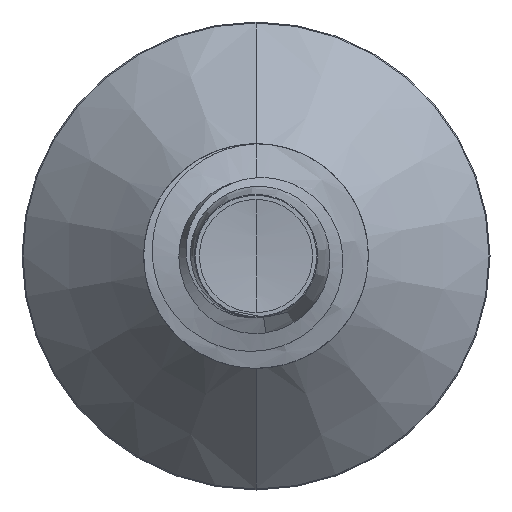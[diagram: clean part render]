
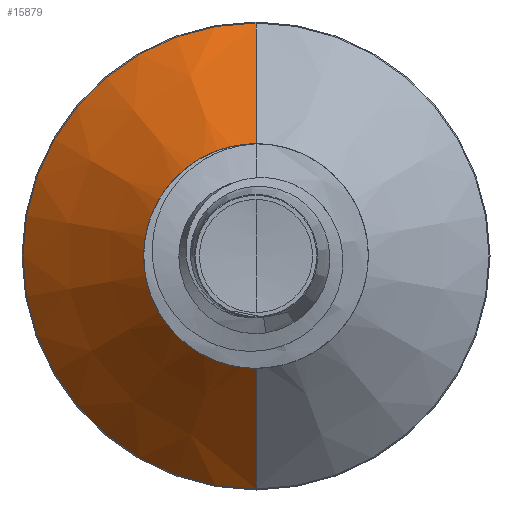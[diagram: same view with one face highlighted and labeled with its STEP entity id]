
A CAD part, front view. The second image highlights one B-rep face of the part: STEP entity #15879.
In plain terms, the highlighted conical face has half-angle 45 degrees and reference radius 1.633 mm.
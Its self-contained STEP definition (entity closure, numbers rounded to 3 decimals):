
#245 = AXIS2_PLACEMENT_3D ( 'NONE', #13124, #13107, #13094 ) ;
#1199 = CARTESIAN_POINT ( 'NONE',  ( 0., 14.335, -3.635 ) ) ;
#1988 = CARTESIAN_POINT ( 'NONE',  ( 0., 14.335, 3.635 ) ) ;
#4016 = AXIS2_PLACEMENT_3D ( 'NONE', #14749, #14753, #14960 ) ;
#4352 = CONICAL_SURFACE ( 'NONE', #4016, 1.632, 0.785 ) ;
#4379 = ORIENTED_EDGE ( 'NONE', *, *, #15178, .T. ) ;
#4829 = DIRECTION ( 'NONE',  ( 0., 0., 1. ) ) ;
#4836 = DIRECTION ( 'NONE',  ( 0., 1., 0. ) ) ;
#4857 = CARTESIAN_POINT ( 'NONE',  ( 0., 14.335, 0. ) ) ;
#5136 = VERTEX_POINT ( 'NONE', #14550 ) ;
#7216 = CARTESIAN_POINT ( 'NONE',  ( 0., 12.332, 1.632 ) ) ;
#7479 = AXIS2_PLACEMENT_3D ( 'NONE', #4857, #4836, #4829 ) ;
#7489 = EDGE_LOOP ( 'NONE', ( #17045, #8523, #4379, #16071 ) ) ;
#7522 = VECTOR ( 'NONE', #10884, 1000. ) ;
#8019 = VECTOR ( 'NONE', #14112, 1000. ) ;
#8523 = ORIENTED_EDGE ( 'NONE', *, *, #16086, .T. ) ;
#8875 = VERTEX_POINT ( 'NONE', #7216 ) ;
#9521 = FACE_OUTER_BOUND ( 'NONE', #7489, .T. ) ;
#10675 = CARTESIAN_POINT ( 'NONE',  ( 0., 12.332, 1.632 ) ) ;
#10884 = DIRECTION ( 'NONE',  ( 0., 0.707, 0.707 ) ) ;
#13094 = DIRECTION ( 'NONE',  ( 0., 0., 1. ) ) ;
#13107 = DIRECTION ( 'NONE',  ( 0., 1., 0. ) ) ;
#13124 = CARTESIAN_POINT ( 'NONE',  ( 0., 12.332, 0. ) ) ;
#13850 = CARTESIAN_POINT ( 'NONE',  ( 0., 12.332, -1.632 ) ) ;
#14022 = EDGE_CURVE ( 'NONE', #15601, #15523, #16334, .T. ) ;
#14112 = DIRECTION ( 'NONE',  ( 0., 0.707, -0.707 ) ) ;
#14550 = CARTESIAN_POINT ( 'NONE',  ( 0., 12.332, -1.632 ) ) ;
#14749 = CARTESIAN_POINT ( 'NONE',  ( 0., 12.332, 0. ) ) ;
#14753 = DIRECTION ( 'NONE',  ( 0., 1., 0. ) ) ;
#14960 = DIRECTION ( 'NONE',  ( 0., 0., 1. ) ) ;
#15029 = LINE ( 'NONE', #10675, #7522 ) ;
#15178 = EDGE_CURVE ( 'NONE', #8875, #15523, #15029, .T. ) ;
#15523 = VERTEX_POINT ( 'NONE', #1988 ) ;
#15601 = VERTEX_POINT ( 'NONE', #1199 ) ;
#15879 = ADVANCED_FACE ( 'NONE', ( #9521 ), #4352, .T. ) ;
#15996 = EDGE_CURVE ( 'NONE', #5136, #15601, #17278, .T. ) ;
#16071 = ORIENTED_EDGE ( 'NONE', *, *, #14022, .F. ) ;
#16086 = EDGE_CURVE ( 'NONE', #5136, #8875, #16805, .T. ) ;
#16334 = CIRCLE ( 'NONE', #7479, 3.635 ) ;
#16805 = CIRCLE ( 'NONE', #245, 1.632 ) ;
#17045 = ORIENTED_EDGE ( 'NONE', *, *, #15996, .F. ) ;
#17278 = LINE ( 'NONE', #13850, #8019 ) ;
